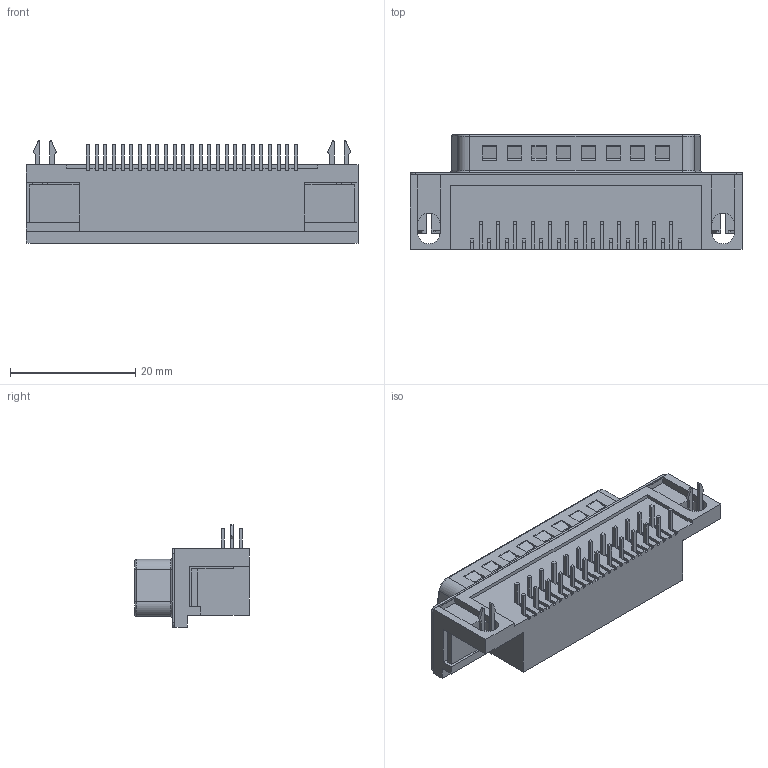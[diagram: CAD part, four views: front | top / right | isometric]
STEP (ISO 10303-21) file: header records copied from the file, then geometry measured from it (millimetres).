
FILE_DESCRIPTION((''),'2;1');
FILE_NAME('482026342','2008-11-07T',('pnb'),(''),'PRO/ENGINEER BY PARAMETRIC TECHNOLOGY CORPORATION, 2003451','PRO/ENGINEER BY PARAMETRIC TECHNOLOGY CORPORATION, 2003451','');
FILE_SCHEMA(('CONFIG_CONTROL_DESIGN'));
Length unit declared in the file: millimetre
Products named in the file (1): 482026342
Bounding box: 53.04 x 18.3 x 16.35 mm (x, y, z)
Volume: 5912.1 mm3; surface area: 5100.6 mm2
Topology: 1 solids, 1 shells, 677 faces, 1853 edges, 1225 vertices
Faces by surface type: plane 477, cylinder 142, sphere 50, torus 8
Entity records: 20765 total; most frequent: CARTESIAN_POINT 3590, DIRECTION 3563, ORIENTED_EDGE 3436, EDGE_CURVE 1718, VECTOR 1399, LINE 1399, VERTEX_POINT 1109, AXIS2_PLACEMENT_3D 1082
